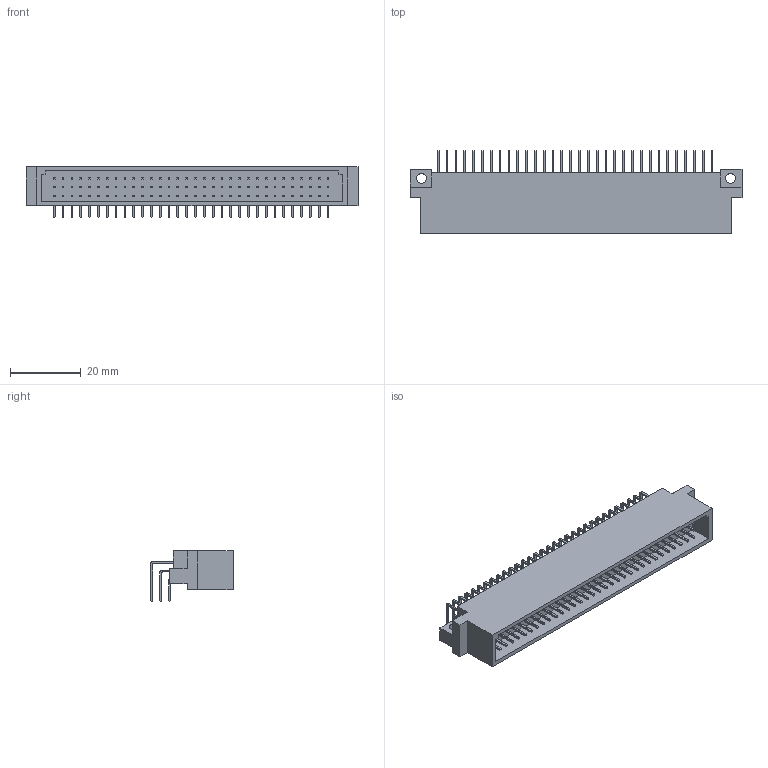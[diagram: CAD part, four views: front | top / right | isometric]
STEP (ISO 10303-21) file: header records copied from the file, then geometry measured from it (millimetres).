
FILE_DESCRIPTION(/* description */ ('STEP AP242','CAx-IF Rec.Pracs.---Representation and Presentation of Product Manufacturing Information (PMI)---4.0---2014-10-13','CAx-IF Rec.Pracs.---3D Tessellated Geometry---0.4---2014-09-14','2;1'),/* implementation_level */ '2;1');
FILE_NAME(/* name */ '63f37f21797f0632ff3c80fc',/* time_stamp */ '2023-02-20T14:09:41+00:00',/* author */ (''),/* organization */ (''),/* preprocessor_version */ 'ST-DEVELOPER v18.102',/* originating_system */ ' ',/* authorisation */ ' ');
FILE_SCHEMA (('AP242_MANAGED_MODEL_BASED_3D_ENGINEERING_MIM_LF { 1 0 10303 442 1 1 4 }'));
Length unit declared in the file: metre
Products named in the file (97): Part 97; Part 96; Part 95; Part 94; Part 93; Part 92; Part 91; Part 90; Part 89; Part 88; Part 87; Part 86; Part 85; Part 84; Part 83; Part 82; Part 81; Part 80; Part 79; Part 78; Part 77; Part 76; Part 75; Part 74; Part 73; Part 72; Part 71; Part 70; Part 69; Part 68; Part 67; Part 66; Part 65; Part 64; Part 63; Part 62; Part 61; Part 60; Part 59; Part 58 ...
Bounding box: 94 x 23.25 x 14.3 mm (x, y, z)
Volume: 11962 mm3; surface area: 12052 mm2
Topology: 97 solids, 97 shells, 1761 faces, 3930 edges, 2364 vertices
Faces by surface type: plane 1567, cylinder 194
Full cylindrical faces by diameter (mm): 2.8 x2
Entity records: 49743 total; most frequent: CARTESIAN_POINT 8146, DIRECTION 8030, ORIENTED_EDGE 7852, EDGE_CURVE 3926, LINE 3538, VECTOR 3538, VERTEX_POINT 2362, AXIS2_PLACEMENT_3D 2246
